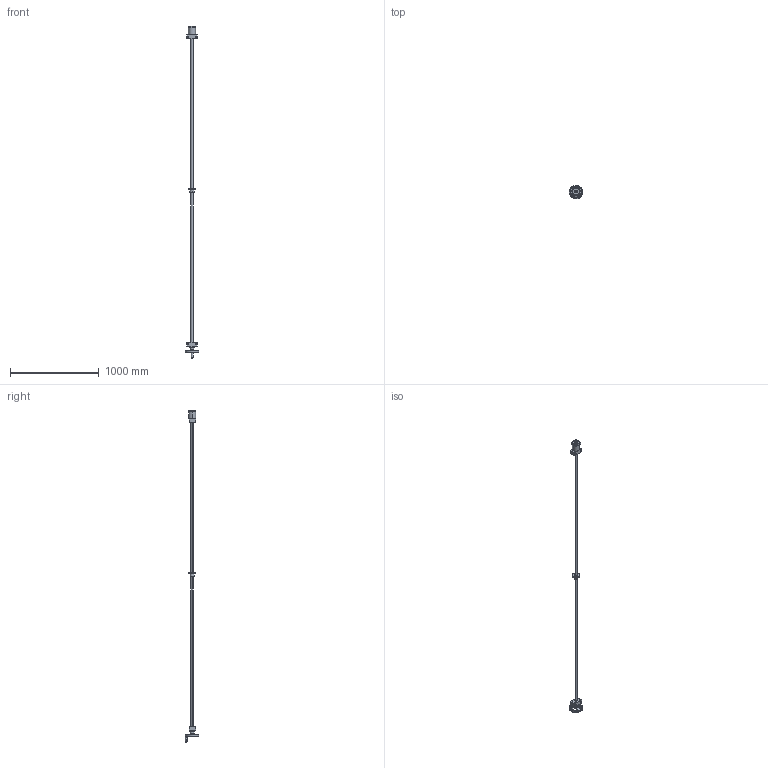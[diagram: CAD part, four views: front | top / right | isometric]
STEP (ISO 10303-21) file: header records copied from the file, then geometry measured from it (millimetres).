
FILE_DESCRIPTION (( 'STEP AP203' ), '1' );
FILE_NAME ('H29bf457b-cd7f-4154-baa9-2bed352b1fcd.step', '2015-08-11T16:14:34', ( 'dsemanik' ), ( 'Microsoft' ), 'SwSTEP 2.0', 'SolidWorks 2013', '' );
FILE_SCHEMA (( 'CONFIG_CONTROL_DESIGN' ));
Length unit declared in the file: inch
Products named in the file (15): EZM_EZM-3017; Screw_904-RA; H06x; Place Holder; Spacer2; EndMachining_17-3K; EndCode2_17-EQ; EZM_EZM-3017-34; Nut_20904; LockNut(1)_N-03; Flange_72004; Spacer; H29bf457b-cd7f-4154-baa9-2bed352b1fcd; EndCode1_17-U3; BasePoint
Assembly tree (16 placements, depth 3):
  H29bf457b-cd7f-4154-baa9-2bed352b1fcd
    Screw_904-RA
    EndCode1_17-U3
      Place Holder
      EndMachining_17-3K
      EZM_EZM-3017-34
      LockNut(1)_N-03
      Spacer
    EndCode2_17-EQ
      Place Holder
      EndMachining_17-3K
      EZM_EZM-3017
      LockNut(1)_N-03
      H06x
      Spacer2
    Nut_20904
    Flange_72004
  BasePoint
Bounding box: 152.33 x 154.87 x 3732.5 mm (x, y, z)
Volume: 3243163 mm3; surface area: 513551.1 mm2
Topology: 16 solids, 16 shells, 453 faces, 1124 edges, 698 vertices
Faces by surface type: cylinder 175, plane 164, cone 64, bspline 28, torus 22
Entity records: 16312 total; most frequent: CARTESIAN_POINT 5197, DIRECTION 2014, ORIENTED_EDGE 1948, EDGE_CURVE 974, AXIS2_PLACEMENT_3D 801, VERTEX_POINT 610, EDGE_LOOP 474, CIRCLE 415
